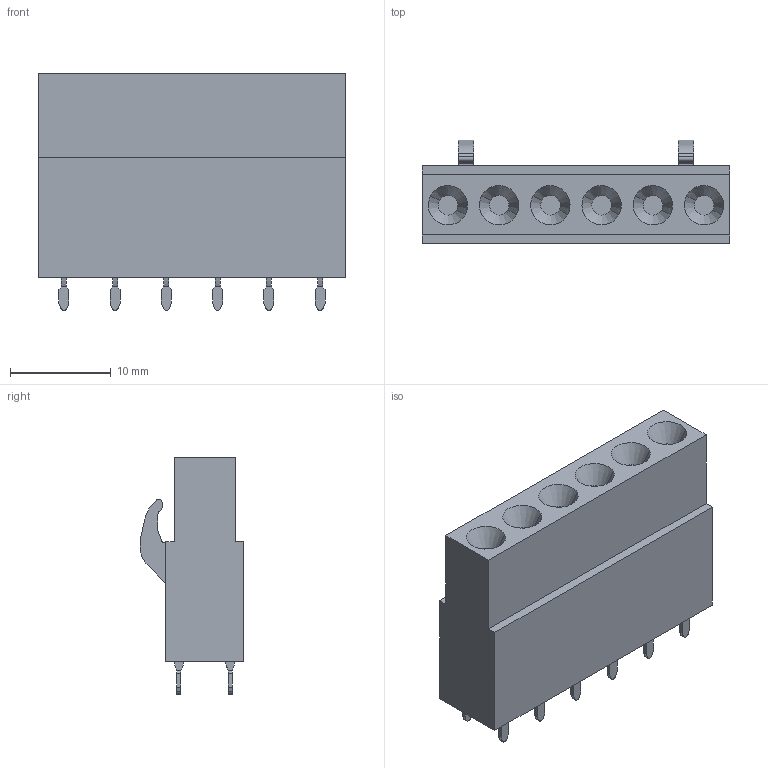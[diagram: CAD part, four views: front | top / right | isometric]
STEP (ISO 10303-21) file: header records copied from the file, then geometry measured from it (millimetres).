
FILE_DESCRIPTION(('CATIA V5 STEP','CAx-IF Rec.Pracs.--- Model Styling and Organization---1.2---2011-12-15'),'2;1');
FILE_NAME ('D1453894_0', '2018-09-01T02:48:49+00:00', ('none'), ('Weidmueller'), 'CATIA Version 5-6 Release 2014', 'CATIA V5 STEP AP214', 'none');
FILE_SCHEMA(('AUTOMOTIVE_DESIGN { 1 0 10303 214 1 1 1 1 }'));
Length unit declared in the file: millimetre
Products named in the file (1): 1630750000
Bounding box: 30.48 x 10.28 x 23.45 mm (x, y, z)
Volume: 4306.6 mm3; surface area: 2285 mm2
Topology: 13 solids, 13 shells, 328 faces, 774 edges, 492 vertices
Faces by surface type: plane 266, cylinder 50, cone 12
Entity records: 8584 total; most frequent: ORIENTED_EDGE 1548, CARTESIAN_POINT 1484, DIRECTION 1208, EDGE_CURVE 774, VECTOR 650, LINE 650, VERTEX_POINT 492, EDGE_LOOP 348
